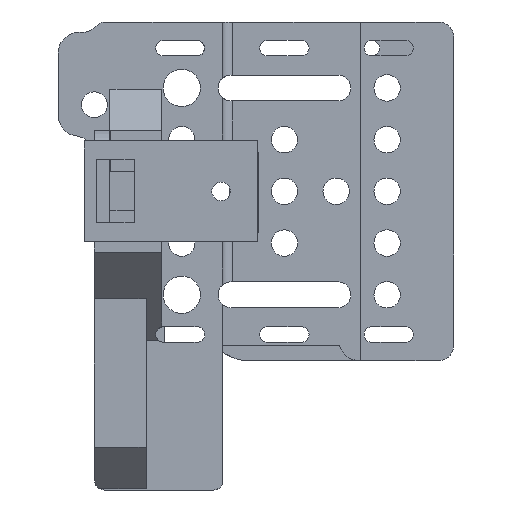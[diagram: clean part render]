
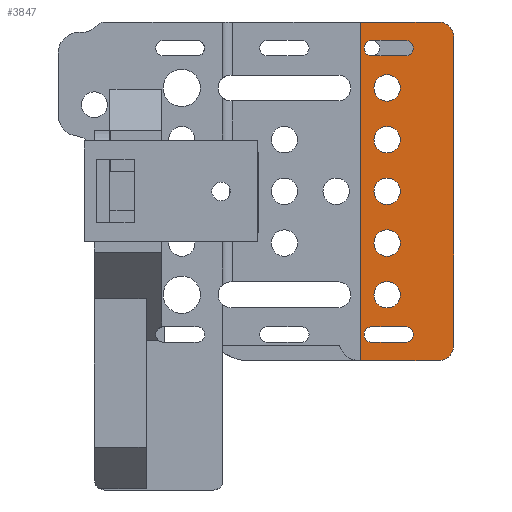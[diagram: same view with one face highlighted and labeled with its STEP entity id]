
A CAD part, front view. The second image highlights one B-rep face of the part: STEP entity #3847.
In plain terms, the highlighted planar face has unit normal (0, -1, 0).
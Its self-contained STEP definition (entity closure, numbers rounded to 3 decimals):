
#90=FACE_BOUND('',#561,.T.);
#91=FACE_BOUND('',#562,.T.);
#92=FACE_BOUND('',#563,.T.);
#93=FACE_BOUND('',#564,.T.);
#94=FACE_BOUND('',#565,.T.);
#95=FACE_BOUND('',#566,.T.);
#96=FACE_BOUND('',#567,.T.);
#190=PLANE('',#4158);
#322=FACE_OUTER_BOUND('',#560,.T.);
#560=EDGE_LOOP('',(#3121,#3122,#3123,#3124,#3125,#3126));
#561=EDGE_LOOP('',(#3127));
#562=EDGE_LOOP('',(#3128));
#563=EDGE_LOOP('',(#3129));
#564=EDGE_LOOP('',(#3130));
#565=EDGE_LOOP('',(#3131));
#566=EDGE_LOOP('',(#3132,#3133,#3134,#3135));
#567=EDGE_LOOP('',(#3136,#3137,#3138,#3139));
#796=LINE('',#5785,#1187);
#810=LINE('',#5823,#1201);
#909=LINE('',#6058,#1300);
#948=LINE('',#6158,#1339);
#949=LINE('',#6171,#1340);
#950=LINE('',#6173,#1341);
#951=LINE('',#6177,#1342);
#952=LINE('',#6181,#1343);
#1187=VECTOR('',#4627,10.);
#1201=VECTOR('',#4663,10.);
#1300=VECTOR('',#4858,10.);
#1339=VECTOR('',#4953,10.);
#1340=VECTOR('',#4966,10.);
#1341=VECTOR('',#4967,10.);
#1342=VECTOR('',#4970,10.);
#1343=VECTOR('',#4973,10.);
#1555=CIRCLE('',#4127,1.5);
#1569=CIRCLE('',#4159,3.);
#1570=CIRCLE('',#4160,3.);
#1571=CIRCLE('',#4161,2.55);
#1572=CIRCLE('',#4162,2.55);
#1573=CIRCLE('',#4163,2.55);
#1574=CIRCLE('',#4164,2.55);
#1575=CIRCLE('',#4165,2.55);
#1576=CIRCLE('',#4166,1.5);
#1577=CIRCLE('',#4167,1.5);
#1578=CIRCLE('',#4168,1.5);
#1783=VERTEX_POINT('',#5781);
#1785=VERTEX_POINT('',#5784);
#1798=VERTEX_POINT('',#5822);
#1860=VERTEX_POINT('',#6039);
#1862=VERTEX_POINT('',#6042);
#1866=VERTEX_POINT('',#6056);
#1898=VERTEX_POINT('',#6155);
#1899=VERTEX_POINT('',#6157);
#1900=VERTEX_POINT('',#6160);
#1901=VERTEX_POINT('',#6162);
#1902=VERTEX_POINT('',#6164);
#1903=VERTEX_POINT('',#6166);
#1904=VERTEX_POINT('',#6168);
#1905=VERTEX_POINT('',#6170);
#1906=VERTEX_POINT('',#6172);
#1907=VERTEX_POINT('',#6175);
#1908=VERTEX_POINT('',#6176);
#1909=VERTEX_POINT('',#6178);
#1910=VERTEX_POINT('',#6180);
#2175=EDGE_CURVE('',#1785,#1783,#796,.T.);
#2194=EDGE_CURVE('',#1798,#1785,#810,.T.);
#2296=EDGE_CURVE('',#1862,#1860,#1555,.T.);
#2305=EDGE_CURVE('',#1783,#1866,#909,.T.);
#2355=EDGE_CURVE('',#1866,#1898,#1569,.T.);
#2356=EDGE_CURVE('',#1898,#1899,#948,.T.);
#2357=EDGE_CURVE('',#1899,#1798,#1570,.T.);
#2358=EDGE_CURVE('',#1900,#1900,#1571,.T.);
#2359=EDGE_CURVE('',#1901,#1901,#1572,.T.);
#2360=EDGE_CURVE('',#1902,#1902,#1573,.T.);
#2361=EDGE_CURVE('',#1903,#1903,#1574,.T.);
#2362=EDGE_CURVE('',#1904,#1904,#1575,.T.);
#2363=EDGE_CURVE('',#1905,#1862,#949,.T.);
#2364=EDGE_CURVE('',#1860,#1906,#950,.T.);
#2365=EDGE_CURVE('',#1906,#1905,#1576,.T.);
#2366=EDGE_CURVE('',#1907,#1908,#951,.T.);
#2367=EDGE_CURVE('',#1908,#1909,#1577,.T.);
#2368=EDGE_CURVE('',#1909,#1910,#952,.T.);
#2369=EDGE_CURVE('',#1910,#1907,#1578,.T.);
#3121=ORIENTED_EDGE('',*,*,#2175,.T.);
#3122=ORIENTED_EDGE('',*,*,#2305,.T.);
#3123=ORIENTED_EDGE('',*,*,#2355,.T.);
#3124=ORIENTED_EDGE('',*,*,#2356,.T.);
#3125=ORIENTED_EDGE('',*,*,#2357,.T.);
#3126=ORIENTED_EDGE('',*,*,#2194,.T.);
#3127=ORIENTED_EDGE('',*,*,#2358,.T.);
#3128=ORIENTED_EDGE('',*,*,#2359,.T.);
#3129=ORIENTED_EDGE('',*,*,#2360,.T.);
#3130=ORIENTED_EDGE('',*,*,#2361,.T.);
#3131=ORIENTED_EDGE('',*,*,#2362,.T.);
#3132=ORIENTED_EDGE('',*,*,#2363,.T.);
#3133=ORIENTED_EDGE('',*,*,#2296,.T.);
#3134=ORIENTED_EDGE('',*,*,#2364,.T.);
#3135=ORIENTED_EDGE('',*,*,#2365,.T.);
#3136=ORIENTED_EDGE('',*,*,#2366,.T.);
#3137=ORIENTED_EDGE('',*,*,#2367,.T.);
#3138=ORIENTED_EDGE('',*,*,#2368,.T.);
#3139=ORIENTED_EDGE('',*,*,#2369,.T.);
#3847=ADVANCED_FACE('',(#322,#90,#91,#92,#93,#94,#95,#96),#190,.F.);
#4127=AXIS2_PLACEMENT_3D('',#6043,#4842,#4843);
#4158=AXIS2_PLACEMENT_3D('',#6154,#4949,#4950);
#4159=AXIS2_PLACEMENT_3D('',#6156,#4951,#4952);
#4160=AXIS2_PLACEMENT_3D('',#6159,#4954,#4955);
#4161=AXIS2_PLACEMENT_3D('',#6161,#4956,#4957);
#4162=AXIS2_PLACEMENT_3D('',#6163,#4958,#4959);
#4163=AXIS2_PLACEMENT_3D('',#6165,#4960,#4961);
#4164=AXIS2_PLACEMENT_3D('',#6167,#4962,#4963);
#4165=AXIS2_PLACEMENT_3D('',#6169,#4964,#4965);
#4166=AXIS2_PLACEMENT_3D('',#6174,#4968,#4969);
#4167=AXIS2_PLACEMENT_3D('',#6179,#4971,#4972);
#4168=AXIS2_PLACEMENT_3D('',#6182,#4974,#4975);
#4627=DIRECTION('',(0.,0.,-1.));
#4663=DIRECTION('',(-1.,0.,0.));
#4842=DIRECTION('center_axis',(0.,1.,0.));
#4843=DIRECTION('ref_axis',(0.,0.,
1.));
#4858=DIRECTION('',(1.,0.,0.));
#4949=DIRECTION('center_axis',(0.,1.,0.));
#4950=DIRECTION('ref_axis',(0.,0.,1.));
#4951=DIRECTION('center_axis',(0.,-1.,0.));
#4952=DIRECTION('ref_axis',(1.,0.,0.));
#4953=DIRECTION('',(0.,0.,1.));
#4954=DIRECTION('center_axis',(0.,-1.,0.));
#4955=DIRECTION('ref_axis',(0.,0.,
1.));
#4956=DIRECTION('center_axis',(0.,1.,0.));
#4957=DIRECTION('ref_axis',(1.,0.,0.));
#4958=DIRECTION('center_axis',(0.,1.,0.));
#4959=DIRECTION('ref_axis',(1.,0.,0.));
#4960=DIRECTION('center_axis',(0.,1.,0.));
#4961=DIRECTION('ref_axis',(1.,0.,0.));
#4962=DIRECTION('center_axis',(0.,1.,0.));
#4963=DIRECTION('ref_axis',(1.,0.,0.));
#4964=DIRECTION('center_axis',(0.,1.,0.));
#4965=DIRECTION('ref_axis',(1.,0.,0.));
#4966=DIRECTION('',(-1.,0.,0.));
#4967=DIRECTION('',(1.,0.,0.));
#4968=DIRECTION('center_axis',(0.,1.,0.));
#4969=DIRECTION('ref_axis',(0.,0.,-1.));
#4970=DIRECTION('',(-1.,0.,0.));
#4971=DIRECTION('center_axis',(0.,1.,0.));
#4972=DIRECTION('ref_axis',(0.,0.,
1.));
#4973=DIRECTION('',(1.,0.,0.));
#4974=DIRECTION('center_axis',(0.,1.,0.));
#4975=DIRECTION('ref_axis',(0.,0.,-1.));
#5781=CARTESIAN_POINT('',(-22.527,0.425,-20.189));
#5784=CARTESIAN_POINT('',(-22.527,0.425,45.311));
#5785=CARTESIAN_POINT('',(-22.527,0.425,28.936));
#5822=CARTESIAN_POINT('',(-7.446,0.425,45.311));
#5823=CARTESIAN_POINT('',(-66.946,0.425,45.311));
#6039=CARTESIAN_POINT('',(-20.296,0.425,41.761));
#6042=CARTESIAN_POINT('',(-20.296,0.425,38.761));
#6043=CARTESIAN_POINT('Origin',(-20.296,0.425,40.261));
#6056=CARTESIAN_POINT('',(-7.446,0.425,-20.189));
#6058=CARTESIAN_POINT('',(-69.946,0.425,-20.189));
#6154=CARTESIAN_POINT('Origin',(-37.196,0.425,12.561));
#6155=CARTESIAN_POINT('',(-4.446,0.425,-17.189));
#6156=CARTESIAN_POINT('Origin',(-7.446,0.425,-17.189));
#6157=CARTESIAN_POINT('',(-4.446,0.425,42.311));
#6158=CARTESIAN_POINT('',(-4.446,0.425,42.311));
#6159=CARTESIAN_POINT('Origin',(-7.446,0.425,42.311));
#6160=CARTESIAN_POINT('',(-19.896,0.425,12.561));
#6161=CARTESIAN_POINT('Origin',(-17.346,0.425,12.561));
#6162=CARTESIAN_POINT('',(-19.896,0.425,22.561));
#6163=CARTESIAN_POINT('Origin',(-17.346,0.425,22.561));
#6164=CARTESIAN_POINT('',(-19.896,0.425,-7.439));
#6165=CARTESIAN_POINT('Origin',(-17.346,0.425,-7.439));
#6166=CARTESIAN_POINT('',(-19.896,0.425,32.561));
#6167=CARTESIAN_POINT('Origin',(-17.346,0.425,32.561));
#6168=CARTESIAN_POINT('',(-19.896,0.425,2.561));
#6169=CARTESIAN_POINT('Origin',(-17.346,0.425,2.561));
#6170=CARTESIAN_POINT('',(-13.796,0.425,38.761));
#6171=CARTESIAN_POINT('',(-20.296,0.425,38.761));
#6172=CARTESIAN_POINT('',(-13.796,0.425,41.761));
#6173=CARTESIAN_POINT('',(-13.796,0.425,41.761));
#6174=CARTESIAN_POINT('Origin',(-13.796,0.425,40.261));
#6175=CARTESIAN_POINT('',(-13.796,0.425,-16.639));
#6176=CARTESIAN_POINT('',(-20.296,0.425,-16.639));
#6177=CARTESIAN_POINT('',(-20.296,0.425,-16.639));
#6178=CARTESIAN_POINT('',(-20.296,0.425,-13.639));
#6179=CARTESIAN_POINT('Origin',(-20.296,0.425,-15.139));
#6180=CARTESIAN_POINT('',(-13.796,0.425,-13.639));
#6181=CARTESIAN_POINT('',(-13.796,0.425,-13.639));
#6182=CARTESIAN_POINT('Origin',(-13.796,0.425,-15.139));
